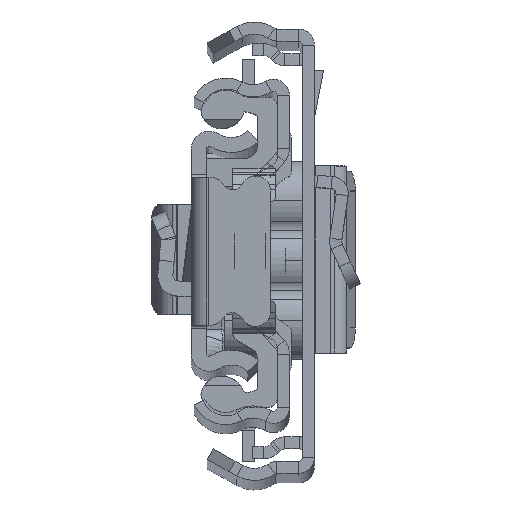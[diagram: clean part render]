
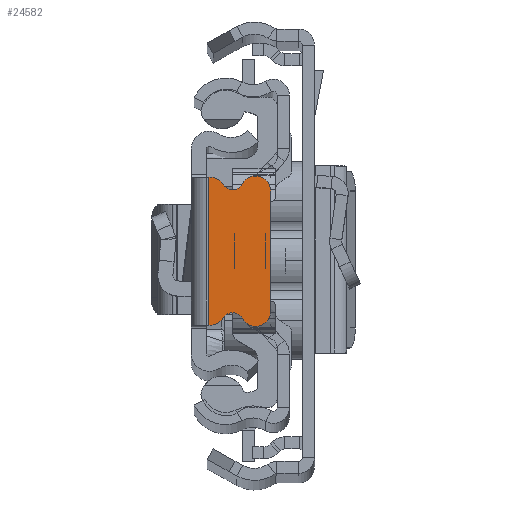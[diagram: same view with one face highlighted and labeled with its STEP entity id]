
A CAD part, top view. The second image highlights one B-rep face of the part: STEP entity #24582.
In plain terms, the highlighted planar face has unit normal (0, 0, 1).
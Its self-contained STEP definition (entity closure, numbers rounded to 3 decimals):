
#233 = EDGE_LOOP ( 'NONE', ( #20303, #14210, #26325, #291, #22566, #12594, #21317, #16428, #537, #11019 ) ) ;
#291 = ORIENTED_EDGE ( 'NONE', *, *, #3681, .T. ) ;
#537 = ORIENTED_EDGE ( 'NONE', *, *, #26560, .T. ) ;
#890 = CARTESIAN_POINT ( 'NONE',  ( -1.75, 0., 0. ) ) ;
#1129 = CARTESIAN_POINT ( 'NONE',  ( -6.429, -6., 0. ) ) ;
#1419 = EDGE_CURVE ( 'NONE', #7232, #10370, #17380, .T. ) ;
#1527 = VECTOR ( 'NONE', #13953, 1000. ) ;
#1920 = PLANE ( 'NONE',  #15158 ) ;
#2107 = DIRECTION ( 'NONE',  ( -1., 0., 0. ) ) ;
#2296 = VERTEX_POINT ( 'NONE', #13295 ) ;
#3681 = EDGE_CURVE ( 'NONE', #22707, #14261, #22449, .T. ) ;
#3887 = CARTESIAN_POINT ( 'NONE',  ( -5.109, 6.713, 0. ) ) ;
#5077 = VERTEX_POINT ( 'NONE', #11239 ) ;
#5591 = VERTEX_POINT ( 'NONE', #12832 ) ;
#5726 = CARTESIAN_POINT ( 'NONE',  ( -5.109, -6.713, 0. ) ) ;
#6206 = CARTESIAN_POINT ( 'NONE',  ( 544.071, 0., 0. ) ) ;
#6489 = CARTESIAN_POINT ( 'NONE',  ( -3.206, -6.658, 0. ) ) ;
#6788 = DIRECTION ( 'NONE',  ( 1., 0., 0. ) ) ;
#7196 = CARTESIAN_POINT ( 'NONE',  ( -1.929, 7.37, 0. ) ) ;
#7232 = VERTEX_POINT ( 'NONE', #8084 ) ;
#7492 = CARTESIAN_POINT ( 'NONE',  ( -4.142, 7.236, 0. ) ) ;
#8084 = CARTESIAN_POINT ( 'NONE',  ( -1.75, 7.37, 0. ) ) ;
#8362 = DIRECTION ( 'NONE',  ( 1., 0., 0. ) ) ;
#9108 = CIRCLE ( 'NONE', #22413, 1.1 ) ;
#9206 = DIRECTION ( 'NONE',  ( 1., 0., 0. ) ) ;
#10141 = CARTESIAN_POINT ( 'NONE',  ( -1.929, -7.37, 0. ) ) ;
#10188 = EDGE_CURVE ( 'NONE', #5077, #13496, #26221, .T. ) ;
#10327 = LINE ( 'NONE', #22543, #1527 ) ;
#10370 = VERTEX_POINT ( 'NONE', #22073 ) ;
#11019 = ORIENTED_EDGE ( 'NONE', *, *, #11210, .F. ) ;
#11067 = DIRECTION ( 'NONE',  ( -1., 0., 0. ) ) ;
#11210 = EDGE_CURVE ( 'NONE', #10370, #2296, #22343, .T. ) ;
#11239 = CARTESIAN_POINT ( 'NONE',  ( -7.929, -6., 0. ) ) ;
#11366 = CARTESIAN_POINT ( 'NONE',  ( -1.929, -5.87, 0. ) ) ;
#11441 = VECTOR ( 'NONE', #15387, 1000. ) ;
#12525 = EDGE_CURVE ( 'NONE', #13496, #17756, #9108, .T. ) ;
#12594 = ORIENTED_EDGE ( 'NONE', *, *, #19486, .T. ) ;
#12832 = CARTESIAN_POINT ( 'NONE',  ( -7.929, 6., 0. ) ) ;
#12973 = VERTEX_POINT ( 'NONE', #15311 ) ;
#13295 = CARTESIAN_POINT ( 'NONE',  ( -1.929, -7.37, 0. ) ) ;
#13397 = EDGE_CURVE ( 'NONE', #14261, #5591, #18579, .T. ) ;
#13496 = VERTEX_POINT ( 'NONE', #5726 ) ;
#13626 = DIRECTION ( 'NONE',  ( 0., -1., 0. ) ) ;
#13953 = DIRECTION ( 'NONE',  ( 0., -1., 0. ) ) ;
#14210 = ORIENTED_EDGE ( 'NONE', *, *, #26580, .F. ) ;
#14261 = VERTEX_POINT ( 'NONE', #3887 ) ;
#15002 = AXIS2_PLACEMENT_3D ( 'NONE', #24559, #22650, #2107 ) ;
#15158 = AXIS2_PLACEMENT_3D ( 'NONE', #6206, #22454, #8362 ) ;
#15311 = CARTESIAN_POINT ( 'NONE',  ( -1.929, 7.37, 0. ) ) ;
#15387 = DIRECTION ( 'NONE',  ( 1., 0., 0. ) ) ;
#15405 = DIRECTION ( 'NONE',  ( -1., 0., 0. ) ) ;
#15586 = AXIS2_PLACEMENT_3D ( 'NONE', #7492, #15820, #18083 ) ;
#15648 = LINE ( 'NONE', #7196, #11441 ) ;
#15774 = DIRECTION ( 'NONE',  ( -1., 0., 0. ) ) ;
#15820 = DIRECTION ( 'NONE',  ( 0., 0., -1. ) ) ;
#16304 = CIRCLE ( 'NONE', #15002, 1.5 ) ;
#16428 = ORIENTED_EDGE ( 'NONE', *, *, #12525, .T. ) ;
#17089 = CARTESIAN_POINT ( 'NONE',  ( -4.142, -7.236, 0. ) ) ;
#17380 = LINE ( 'NONE', #890, #18208 ) ;
#17415 = CARTESIAN_POINT ( 'NONE',  ( -6.429, 6., 0. ) ) ;
#17650 = DIRECTION ( 'NONE',  ( 0., 0., 1. ) ) ;
#17756 = VERTEX_POINT ( 'NONE', #6489 ) ;
#18083 = DIRECTION ( 'NONE',  ( 1., 0., 0. ) ) ;
#18208 = VECTOR ( 'NONE', #13626, 1000. ) ;
#18579 = CIRCLE ( 'NONE', #25465, 1.5 ) ;
#19148 = CIRCLE ( 'NONE', #24773, 1.5 ) ;
#19486 = EDGE_CURVE ( 'NONE', #5591, #5077, #10327, .T. ) ;
#20303 = ORIENTED_EDGE ( 'NONE', *, *, #1419, .F. ) ;
#21317 = ORIENTED_EDGE ( 'NONE', *, *, #10188, .T. ) ;
#21519 = DIRECTION ( 'NONE',  ( 0., 0., -1. ) ) ;
#22073 = CARTESIAN_POINT ( 'NONE',  ( -1.75, -7.37, 0. ) ) ;
#22343 = LINE ( 'NONE', #10141, #24514 ) ;
#22348 = AXIS2_PLACEMENT_3D ( 'NONE', #1129, #25457, #6788 ) ;
#22413 = AXIS2_PLACEMENT_3D ( 'NONE', #17089, #21519, #11067 ) ;
#22449 = CIRCLE ( 'NONE', #15586, 1.1 ) ;
#22454 = DIRECTION ( 'NONE',  ( 0., 0., 1. ) ) ;
#22543 = CARTESIAN_POINT ( 'NONE',  ( -7.929, -6., 0. ) ) ;
#22566 = ORIENTED_EDGE ( 'NONE', *, *, #13397, .T. ) ;
#22650 = DIRECTION ( 'NONE',  ( 0., 0., 1. ) ) ;
#22707 = VERTEX_POINT ( 'NONE', #24692 ) ;
#22802 = EDGE_CURVE ( 'NONE', #12973, #22707, #16304, .T. ) ;
#24514 = VECTOR ( 'NONE', #15774, 1000. ) ;
#24559 = CARTESIAN_POINT ( 'NONE',  ( -1.929, 5.87, 0. ) ) ;
#24582 = ADVANCED_FACE ( 'NONE', ( #24634 ), #1920, .T. ) ;
#24634 = FACE_OUTER_BOUND ( 'NONE', #233, .T. ) ;
#24692 = CARTESIAN_POINT ( 'NONE',  ( -3.206, 6.658, 0. ) ) ;
#24773 = AXIS2_PLACEMENT_3D ( 'NONE', #11366, #17650, #9206 ) ;
#25457 = DIRECTION ( 'NONE',  ( 0., 0., 1. ) ) ;
#25465 = AXIS2_PLACEMENT_3D ( 'NONE', #17415, #25646, #15405 ) ;
#25646 = DIRECTION ( 'NONE',  ( 0., 0., 1. ) ) ;
#26221 = CIRCLE ( 'NONE', #22348, 1.5 ) ;
#26325 = ORIENTED_EDGE ( 'NONE', *, *, #22802, .T. ) ;
#26560 = EDGE_CURVE ( 'NONE', #17756, #2296, #19148, .T. ) ;
#26580 = EDGE_CURVE ( 'NONE', #12973, #7232, #15648, .T. ) ;
